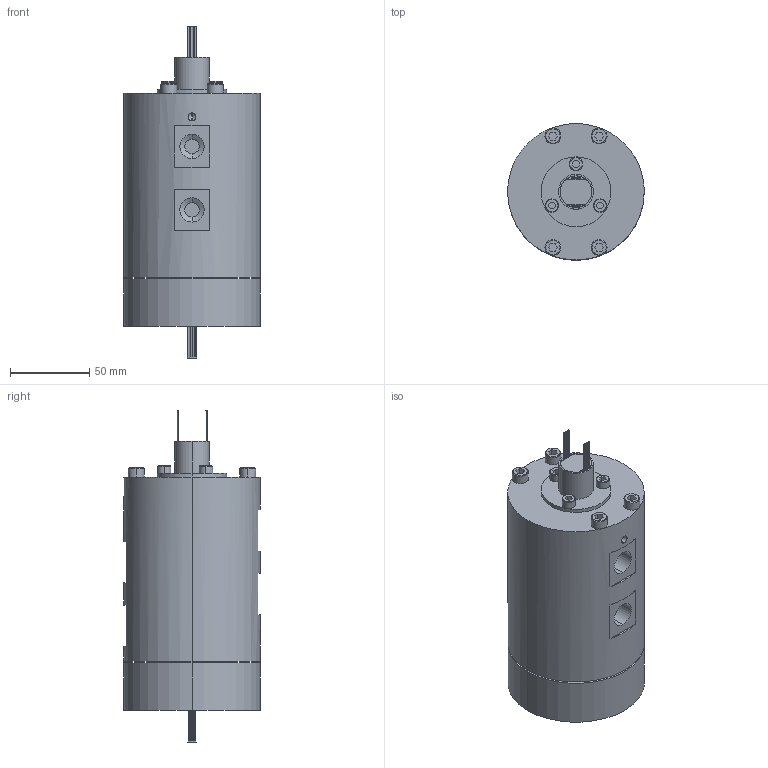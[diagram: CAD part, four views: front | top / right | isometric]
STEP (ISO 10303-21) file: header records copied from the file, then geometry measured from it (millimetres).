
FILE_DESCRIPTION (( 'STEP AP203' ), '1' );
FILE_NAME ('RKD43S-S12.STEP', '2020-11-21T03:57:47', ( '微软用户' ), ( '微软中国' ), 'SwSTEP 2.0', 'SolidWorks 2014', '' );
FILE_SCHEMA (( 'CONFIG_CONTROL_DESIGN' ));
Length unit declared in the file: millimetre
Products named in the file (1): RKD43S-S12
Bounding box: 86 x 86 x 209.2 mm (x, y, z)
Volume: 841373.2 mm3; surface area: 70227.2 mm2
Topology: 1 solids, 2 shells, 281 faces, 614 edges, 384 vertices
Faces by surface type: cylinder 124, plane 115, cone 42
Entity records: 8073 total; most frequent: CARTESIAN_POINT 1668, DIRECTION 1420, ORIENTED_EDGE 1204, EDGE_CURVE 602, AXIS2_PLACEMENT_3D 552, VERTEX_POINT 384, EDGE_LOOP 340, VECTOR 316
